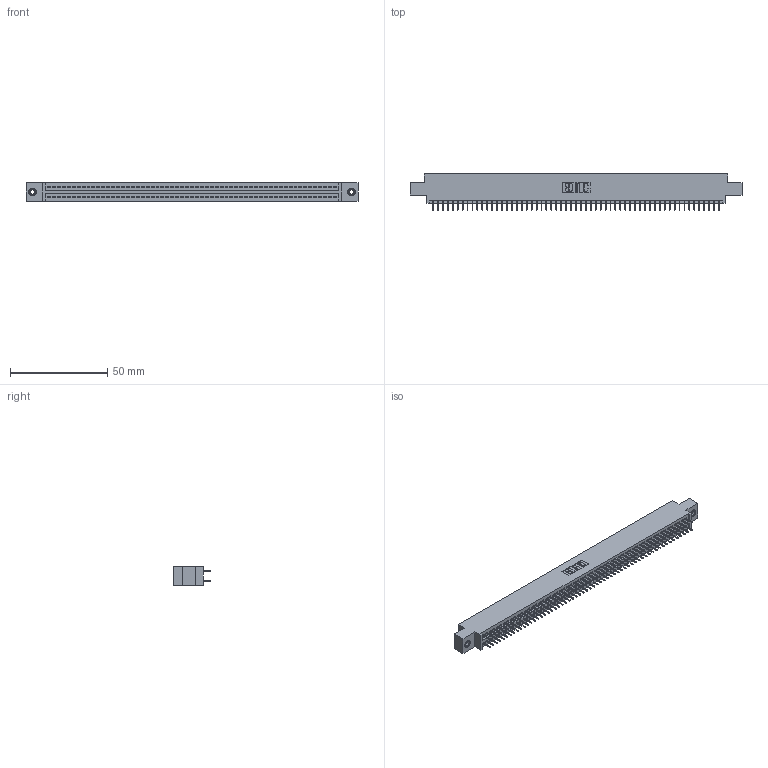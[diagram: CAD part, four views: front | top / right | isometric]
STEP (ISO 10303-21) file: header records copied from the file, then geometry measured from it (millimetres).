
FILE_DESCRIPTION (( 'STEP AP203' ), '1' );
FILE_NAME ('395-118-525-808.STEP', '2020-09-25T21:53:53', ( '' ), ( '' ), 'SwSTEP 2.0', 'SolidWorks 2020', '' );
FILE_SCHEMA (( 'CONFIG_CONTROL_DESIGN' ));
Length unit declared in the file: inch
Products named in the file (4): 395-118-525-808; 345-292-001_345-293-125; 345 Part_0.170 Offset - 0.156 Dia-TI; 345-250-001_345-250-003-102
Assembly tree (121 placements, depth 2):
  395-118-525-808
    345 Part_0.170 Offset - 0.156 Dia-TI
    345-292-001_345-293-125  x118
    345-250-001_345-250-003-102  x2
Bounding box: 171.07 x 18.72 x 9.4 mm (x, y, z)
Volume: 16461.5 mm3; surface area: 24233.7 mm2
Topology: 121 solids, 121 shells, 6562 faces, 18543 edges, 11882 vertices
Faces by surface type: plane 4718, cylinder 1828, cone 12, torus 4
Entity records: 45396 total; most frequent: CARTESIAN_POINT 7575, ORIENTED_EDGE 7502, DIRECTION 6685, EDGE_CURVE 3751, VECTOR 3367, LINE 3367, VERTEX_POINT 2492, AXIS2_PLACEMENT_3D 1659
